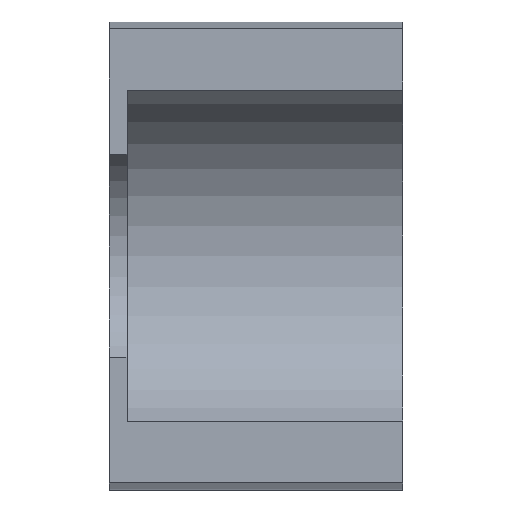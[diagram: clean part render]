
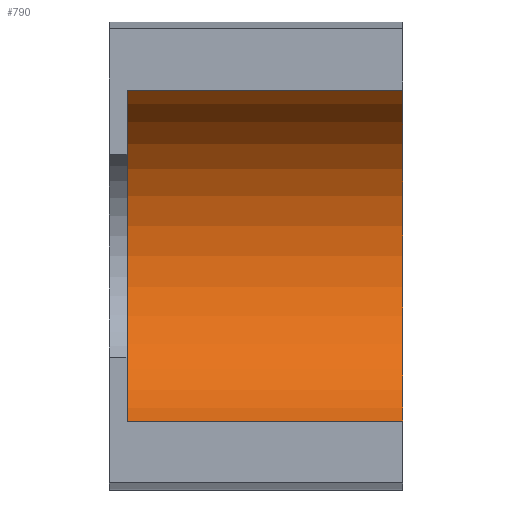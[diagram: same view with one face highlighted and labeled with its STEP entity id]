
A CAD part, top view. The second image highlights one B-rep face of the part: STEP entity #790.
In plain terms, the highlighted cylindrical face has radius 3 mm (diameter 6 mm), a partial arc.
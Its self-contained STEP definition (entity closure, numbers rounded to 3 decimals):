
#156 = PLANE('',#157);
#157 = AXIS2_PLACEMENT_3D('',#158,#159,#160);
#158 = CARTESIAN_POINT('',(0.,0.,5.75));
#159 = DIRECTION('',(0.,0.,1.));
#160 = DIRECTION('',(1.,0.,-0.));
#211 = PLANE('',#212);
#212 = AXIS2_PLACEMENT_3D('',#213,#214,#215);
#213 = CARTESIAN_POINT('',(0.,0.,5.75));
#214 = DIRECTION('',(0.,0.,1.));
#215 = DIRECTION('',(1.,0.,-0.));
#270 = PLANE('',#271);
#271 = AXIS2_PLACEMENT_3D('',#272,#273,#274);
#272 = CARTESIAN_POINT('',(2.5,-1.5,-4.75));
#273 = DIRECTION('',(1.,0.,0.));
#274 = DIRECTION('',(0.,0.,1.));
#398 = VERTEX_POINT('',#399);
#399 = CARTESIAN_POINT('',(2.5,-2.828,5.75));
#418 = EDGE_CURVE('',#419,#398,#421,.T.);
#419 = VERTEX_POINT('',#420);
#420 = CARTESIAN_POINT('',(-2.2,-2.828,5.75));
#421 = SURFACE_CURVE('',#422,(#426,#432),.PCURVE_S1.);
#422 = LINE('',#423,#424);
#423 = CARTESIAN_POINT('',(2.5,-2.828,5.75));
#424 = VECTOR('',#425,1.);
#425 = DIRECTION('',(1.,-0.,0.));
#426 = PCURVE('',#211,#427);
#427 = DEFINITIONAL_REPRESENTATION('',(#428),#431);
#428 = B_SPLINE_CURVE_WITH_KNOTS('',1,(#429,#430),.UNSPECIFIED.,.F.,.F.,
  (2,2),(-4.7,0.),.PIECEWISE_BEZIER_KNOTS.);
#429 = CARTESIAN_POINT('',(-2.2,-2.828));
#430 = CARTESIAN_POINT('',(2.5,-2.828));
#431 = ( GEOMETRIC_REPRESENTATION_CONTEXT(2) 
PARAMETRIC_REPRESENTATION_CONTEXT() REPRESENTATION_CONTEXT('2D SPACE',''
  ) );
#432 = PCURVE('',#433,#438);
#433 = CYLINDRICAL_SURFACE('',#434,3.);
#434 = AXIS2_PLACEMENT_3D('',#435,#436,#437);
#435 = CARTESIAN_POINT('',(2.5,0.,4.75));
#436 = DIRECTION('',(1.,-0.,0.));
#437 = DIRECTION('',(0.,0.,-1.));
#438 = DEFINITIONAL_REPRESENTATION('',(#439),#442);
#439 = B_SPLINE_CURVE_WITH_KNOTS('',1,(#440,#441),.UNSPECIFIED.,.F.,.F.,
  (2,2),(-4.7,0.),.PIECEWISE_BEZIER_KNOTS.);
#440 = CARTESIAN_POINT('',(4.373,-4.7));
#441 = CARTESIAN_POINT('',(4.373,0.));
#442 = ( GEOMETRIC_REPRESENTATION_CONTEXT(2) 
PARAMETRIC_REPRESENTATION_CONTEXT() REPRESENTATION_CONTEXT('2D SPACE',''
  ) );
#457 = PLANE('',#458);
#458 = AXIS2_PLACEMENT_3D('',#459,#460,#461);
#459 = CARTESIAN_POINT('',(-2.2,0.,4.75));
#460 = DIRECTION('',(1.,0.,0.));
#461 = DIRECTION('',(0.,0.,-1.));
#543 = VERTEX_POINT('',#544);
#544 = CARTESIAN_POINT('',(-2.2,2.828,5.75));
#563 = EDGE_CURVE('',#543,#564,#566,.T.);
#564 = VERTEX_POINT('',#565);
#565 = CARTESIAN_POINT('',(2.5,2.828,5.75));
#566 = SURFACE_CURVE('',#567,(#571,#577),.PCURVE_S1.);
#567 = LINE('',#568,#569);
#568 = CARTESIAN_POINT('',(2.5,2.828,5.75));
#569 = VECTOR('',#570,1.);
#570 = DIRECTION('',(1.,-0.,0.));
#571 = PCURVE('',#156,#572);
#572 = DEFINITIONAL_REPRESENTATION('',(#573),#576);
#573 = B_SPLINE_CURVE_WITH_KNOTS('',1,(#574,#575),.UNSPECIFIED.,.F.,.F.,
  (2,2),(-4.7,0.),.PIECEWISE_BEZIER_KNOTS.);
#574 = CARTESIAN_POINT('',(-2.2,2.828));
#575 = CARTESIAN_POINT('',(2.5,2.828));
#576 = ( GEOMETRIC_REPRESENTATION_CONTEXT(2) 
PARAMETRIC_REPRESENTATION_CONTEXT() REPRESENTATION_CONTEXT('2D SPACE',''
  ) );
#577 = PCURVE('',#433,#578);
#578 = DEFINITIONAL_REPRESENTATION('',(#579),#582);
#579 = B_SPLINE_CURVE_WITH_KNOTS('',1,(#580,#581),.UNSPECIFIED.,.F.,.F.,
  (2,2),(-4.7,0.),.PIECEWISE_BEZIER_KNOTS.);
#580 = CARTESIAN_POINT('',(8.194,-4.7));
#581 = CARTESIAN_POINT('',(8.194,0.));
#582 = ( GEOMETRIC_REPRESENTATION_CONTEXT(2) 
PARAMETRIC_REPRESENTATION_CONTEXT() REPRESENTATION_CONTEXT('2D SPACE',''
  ) );
#735 = EDGE_CURVE('',#564,#398,#736,.T.);
#736 = SURFACE_CURVE('',#737,(#742,#753),.PCURVE_S1.);
#737 = CIRCLE('',#738,3.);
#738 = AXIS2_PLACEMENT_3D('',#739,#740,#741);
#739 = CARTESIAN_POINT('',(2.5,0.,4.75));
#740 = DIRECTION('',(-1.,0.,0.));
#741 = DIRECTION('',(0.,0.943,0.333));
#742 = PCURVE('',#270,#743);
#743 = DEFINITIONAL_REPRESENTATION('',(#744),#752);
#744 = ( BOUNDED_CURVE() B_SPLINE_CURVE(2,(#745,#746,#747,#748,#749,#750
,#751),.UNSPECIFIED.,.T.,.F.) B_SPLINE_CURVE_WITH_KNOTS((1,2,2,2,2,1),(
    -2.094,0.,2.094,4.189,6.283,
8.378),.UNSPECIFIED.) CURVE() GEOMETRIC_REPRESENTATION_ITEM() 
RATIONAL_B_SPLINE_CURVE((1.,0.5,1.,0.5,1.,0.5,1.)) REPRESENTATION_ITEM(
  '') );
#745 = CARTESIAN_POINT('',(10.5,-4.328));
#746 = CARTESIAN_POINT('',(5.601,-6.06));
#747 = CARTESIAN_POINT('',(6.551,-0.952));
#748 = CARTESIAN_POINT('',(7.5,4.157));
#749 = CARTESIAN_POINT('',(11.449,0.78));
#750 = CARTESIAN_POINT('',(15.399,-2.596));
#751 = CARTESIAN_POINT('',(10.5,-4.328));
#752 = ( GEOMETRIC_REPRESENTATION_CONTEXT(2) 
PARAMETRIC_REPRESENTATION_CONTEXT() REPRESENTATION_CONTEXT('2D SPACE',''
  ) );
#753 = PCURVE('',#433,#754);
#754 = DEFINITIONAL_REPRESENTATION('',(#755),#759);
#755 = LINE('',#756,#757);
#756 = CARTESIAN_POINT('',(8.194,0.));
#757 = VECTOR('',#758,1.);
#758 = DIRECTION('',(-1.,-0.));
#759 = ( GEOMETRIC_REPRESENTATION_CONTEXT(2) 
PARAMETRIC_REPRESENTATION_CONTEXT() REPRESENTATION_CONTEXT('2D SPACE',''
  ) );
#766 = EDGE_CURVE('',#419,#543,#767,.T.);
#767 = SURFACE_CURVE('',#768,(#773,#780),.PCURVE_S1.);
#768 = CIRCLE('',#769,3.);
#769 = AXIS2_PLACEMENT_3D('',#770,#771,#772);
#770 = CARTESIAN_POINT('',(-2.2,0.,4.75));
#771 = DIRECTION('',(1.,0.,0.));
#772 = DIRECTION('',(0.,-0.943,0.333));
#773 = PCURVE('',#457,#774);
#774 = DEFINITIONAL_REPRESENTATION('',(#775),#779);
#775 = CIRCLE('',#776,3.);
#776 = AXIS2_PLACEMENT_2D('',#777,#778);
#777 = CARTESIAN_POINT('',(0.,0.));
#778 = DIRECTION('',(-0.333,-0.943));
#779 = ( GEOMETRIC_REPRESENTATION_CONTEXT(2) 
PARAMETRIC_REPRESENTATION_CONTEXT() REPRESENTATION_CONTEXT('2D SPACE',''
  ) );
#780 = PCURVE('',#433,#781);
#781 = DEFINITIONAL_REPRESENTATION('',(#782),#786);
#782 = LINE('',#783,#784);
#783 = CARTESIAN_POINT('',(4.373,-4.7));
#784 = VECTOR('',#785,1.);
#785 = DIRECTION('',(1.,0.));
#786 = ( GEOMETRIC_REPRESENTATION_CONTEXT(2) 
PARAMETRIC_REPRESENTATION_CONTEXT() REPRESENTATION_CONTEXT('2D SPACE',''
  ) );
#790 = ADVANCED_FACE('',(#791),#433,.F.);
#791 = FACE_BOUND('',#792,.F.);
#792 = EDGE_LOOP('',(#793,#794,#795,#796));
#793 = ORIENTED_EDGE('',*,*,#766,.T.);
#794 = ORIENTED_EDGE('',*,*,#563,.T.);
#795 = ORIENTED_EDGE('',*,*,#735,.T.);
#796 = ORIENTED_EDGE('',*,*,#418,.F.);
